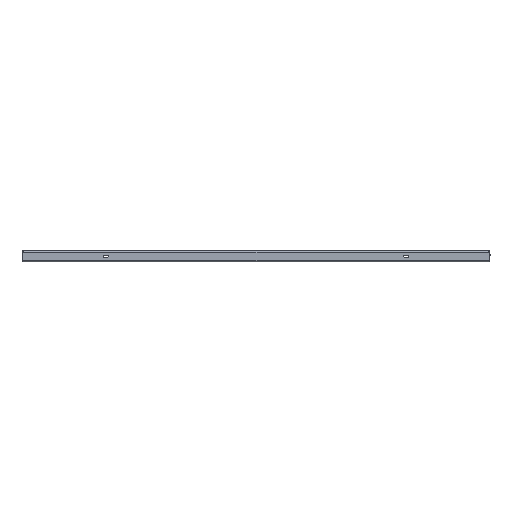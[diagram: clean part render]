
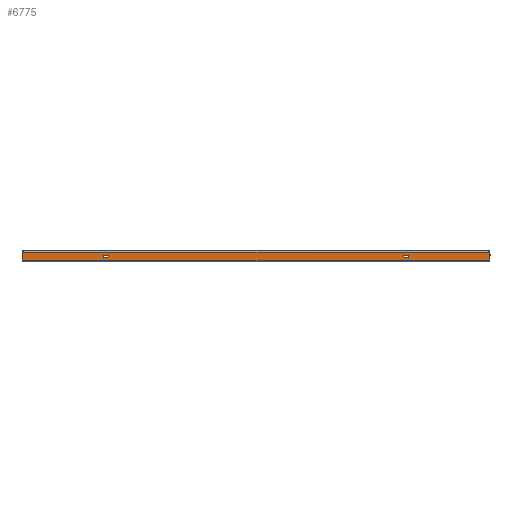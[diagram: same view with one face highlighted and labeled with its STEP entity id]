
A CAD part, left-side view. The second image highlights one B-rep face of the part: STEP entity #6775.
In plain terms, the highlighted planar face has unit normal (-1, 0, 0).
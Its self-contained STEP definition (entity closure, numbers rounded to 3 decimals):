
#81 = FACE_OUTER_BOUND ( 'NONE', #8755, .T. ) ;
#129 = CARTESIAN_POINT ( 'NONE',  ( -194., -345.7, -13. ) ) ;
#233 = CARTESIAN_POINT ( 'NONE',  ( -194., 541.929, 0. ) ) ;
#463 = ORIENTED_EDGE ( 'NONE', *, *, #2385, .T. ) ;
#584 = EDGE_CURVE ( 'NONE', #7118, #1818, #4402, .T. ) ;
#844 = PLANE ( 'NONE',  #3527 ) ;
#1052 = DIRECTION ( 'NONE',  ( 1., 0., 0. ) ) ;
#1218 = LINE ( 'NONE', #8314, #9447 ) ;
#1351 = CARTESIAN_POINT ( 'NONE',  ( -194., -541.929, -4. ) ) ;
#1624 = LINE ( 'NONE', #4550, #8538 ) ;
#1645 = VERTEX_POINT ( 'NONE', #7395 ) ;
#1818 = VERTEX_POINT ( 'NONE', #7644 ) ;
#1974 = AXIS2_PLACEMENT_3D ( 'NONE', #129, #1052, #6369 ) ;
#2109 = ORIENTED_EDGE ( 'NONE', *, *, #3008, .T. ) ;
#2147 = VECTOR ( 'NONE', #9689, 1000. ) ;
#2196 = CARTESIAN_POINT ( 'NONE',  ( -194., 352.7, -10.5 ) ) ;
#2365 = CARTESIAN_POINT ( 'NONE',  ( -194., -345.7, -10.5 ) ) ;
#2378 = CARTESIAN_POINT ( 'NONE',  ( -194., -541.929, -22. ) ) ;
#2385 = EDGE_CURVE ( 'NONE', #1818, #5333, #6417, .T. ) ;
#2557 = DIRECTION ( 'NONE',  ( 0., -1., 0. ) ) ;
#2618 = ORIENTED_EDGE ( 'NONE', *, *, #4108, .T. ) ;
#2677 = DIRECTION ( 'NONE',  ( 0., 0., -1. ) ) ;
#2700 = CARTESIAN_POINT ( 'NONE',  ( -194., 345.7, -13. ) ) ;
#2760 = EDGE_CURVE ( 'NONE', #8240, #3151, #8186, .T. ) ;
#2768 = AXIS2_PLACEMENT_3D ( 'NONE', #5248, #7034, #6830 ) ;
#2870 = EDGE_CURVE ( 'NONE', #3151, #1645, #2902, .T. ) ;
#2902 = LINE ( 'NONE', #2196, #8846 ) ;
#2997 = EDGE_CURVE ( 'NONE', #5792, #7118, #6281, .T. ) ;
#3008 = EDGE_CURVE ( 'NONE', #8278, #8240, #1624, .T. ) ;
#3151 = VERTEX_POINT ( 'NONE', #7338 ) ;
#3298 = VECTOR ( 'NONE', #9476, 1000. ) ;
#3431 = ORIENTED_EDGE ( 'NONE', *, *, #9034, .T. ) ;
#3527 = AXIS2_PLACEMENT_3D ( 'NONE', #5451, #4588, #3965 ) ;
#3645 = EDGE_LOOP ( 'NONE', ( #5396, #4041, #463, #3431 ) ) ;
#3711 = AXIS2_PLACEMENT_3D ( 'NONE', #2700, #4073, #8001 ) ;
#3965 = DIRECTION ( 'NONE',  ( 0., 0., -1. ) ) ;
#3976 = CARTESIAN_POINT ( 'NONE',  ( -194., -352.7, -10.5 ) ) ;
#4008 = FACE_BOUND ( 'NONE', #4666, .T. ) ;
#4041 = ORIENTED_EDGE ( 'NONE', *, *, #584, .T. ) ;
#4046 = CARTESIAN_POINT ( 'NONE',  ( -194., -345.7, -15.5 ) ) ;
#4073 = DIRECTION ( 'NONE',  ( 1., 0., 0. ) ) ;
#4108 = EDGE_CURVE ( 'NONE', #4882, #6719, #1218, .T. ) ;
#4256 = LINE ( 'NONE', #8025, #6090 ) ;
#4290 = AXIS2_PLACEMENT_3D ( 'NONE', #5923, #9038, #7590 ) ;
#4294 = CARTESIAN_POINT ( 'NONE',  ( -194., -544., -4. ) ) ;
#4402 = CIRCLE ( 'NONE', #2768, 2.5 ) ;
#4445 = VECTOR ( 'NONE', #8573, 1000. ) ;
#4550 = CARTESIAN_POINT ( 'NONE',  ( -194., 352.7, -15.5 ) ) ;
#4588 = DIRECTION ( 'NONE',  ( 1., 0., 0. ) ) ;
#4666 = EDGE_LOOP ( 'NONE', ( #2109, #9812, #9432, #9712 ) ) ;
#4882 = VERTEX_POINT ( 'NONE', #8711 ) ;
#5061 = ORIENTED_EDGE ( 'NONE', *, *, #5427, .F. ) ;
#5248 = CARTESIAN_POINT ( 'NONE',  ( -194., -352.7, -13. ) ) ;
#5333 = VERTEX_POINT ( 'NONE', #4046 ) ;
#5396 = ORIENTED_EDGE ( 'NONE', *, *, #2997, .T. ) ;
#5427 = EDGE_CURVE ( 'NONE', #9116, #6719, #4256, .T. ) ;
#5451 = CARTESIAN_POINT ( 'NONE',  ( -194., 0., 0. ) ) ;
#5452 = ORIENTED_EDGE ( 'NONE', *, *, #9054, .T. ) ;
#5642 = CARTESIAN_POINT ( 'NONE',  ( -194., -352.7, -15.5 ) ) ;
#5792 = VERTEX_POINT ( 'NONE', #2365 ) ;
#5923 = CARTESIAN_POINT ( 'NONE',  ( -194., 352.7, -13. ) ) ;
#6020 = DIRECTION ( 'NONE',  ( 0., -1., 0. ) ) ;
#6090 = VECTOR ( 'NONE', #2677, 1000. ) ;
#6190 = EDGE_CURVE ( 'NONE', #8642, #9116, #7351, .T. ) ;
#6281 = LINE ( 'NONE', #3976, #4445 ) ;
#6369 = DIRECTION ( 'NONE',  ( 0., 0., 1. ) ) ;
#6387 = CIRCLE ( 'NONE', #1974, 2.5 ) ;
#6417 = LINE ( 'NONE', #5642, #3298 ) ;
#6453 = DIRECTION ( 'NONE',  ( 0., -1., 0. ) ) ;
#6491 = EDGE_CURVE ( 'NONE', #1645, #8278, #8105, .T. ) ;
#6719 = VERTEX_POINT ( 'NONE', #2378 ) ;
#6775 = ADVANCED_FACE ( 'NONE', ( #4008, #7835, #81 ), #844, .F. ) ;
#6830 = DIRECTION ( 'NONE',  ( 0., 0., 1. ) ) ;
#6955 = ORIENTED_EDGE ( 'NONE', *, *, #6190, .F. ) ;
#7034 = DIRECTION ( 'NONE',  ( 1., 0., 0. ) ) ;
#7118 = VERTEX_POINT ( 'NONE', #8778 ) ;
#7236 = LINE ( 'NONE', #233, #2147 ) ;
#7338 = CARTESIAN_POINT ( 'NONE',  ( -194., 352.7, -10.5 ) ) ;
#7351 = LINE ( 'NONE', #4294, #9262 ) ;
#7395 = CARTESIAN_POINT ( 'NONE',  ( -194., 345.7, -10.5 ) ) ;
#7590 = DIRECTION ( 'NONE',  ( 0., 0., -1. ) ) ;
#7644 = CARTESIAN_POINT ( 'NONE',  ( -194., -352.7, -15.5 ) ) ;
#7835 = FACE_BOUND ( 'NONE', #3645, .T. ) ;
#8001 = DIRECTION ( 'NONE',  ( 0., 0., -1. ) ) ;
#8025 = CARTESIAN_POINT ( 'NONE',  ( -194., -541.929, -2. ) ) ;
#8105 = CIRCLE ( 'NONE', #3711, 2.5 ) ;
#8186 = CIRCLE ( 'NONE', #4290, 2.5 ) ;
#8240 = VERTEX_POINT ( 'NONE', #10094 ) ;
#8278 = VERTEX_POINT ( 'NONE', #8965 ) ;
#8314 = CARTESIAN_POINT ( 'NONE',  ( -194., 541.929, -22. ) ) ;
#8538 = VECTOR ( 'NONE', #10111, 1000. ) ;
#8573 = DIRECTION ( 'NONE',  ( 0., -1., 0. ) ) ;
#8642 = VERTEX_POINT ( 'NONE', #9713 ) ;
#8711 = CARTESIAN_POINT ( 'NONE',  ( -194., 541.929, -22. ) ) ;
#8755 = EDGE_LOOP ( 'NONE', ( #2618, #5061, #6955, #5452 ) ) ;
#8778 = CARTESIAN_POINT ( 'NONE',  ( -194., -352.7, -10.5 ) ) ;
#8846 = VECTOR ( 'NONE', #6020, 1000. ) ;
#8965 = CARTESIAN_POINT ( 'NONE',  ( -194., 345.7, -15.5 ) ) ;
#9034 = EDGE_CURVE ( 'NONE', #5333, #5792, #6387, .T. ) ;
#9038 = DIRECTION ( 'NONE',  ( 1., 0., 0. ) ) ;
#9054 = EDGE_CURVE ( 'NONE', #8642, #4882, #7236, .T. ) ;
#9116 = VERTEX_POINT ( 'NONE', #1351 ) ;
#9262 = VECTOR ( 'NONE', #2557, 1000. ) ;
#9432 = ORIENTED_EDGE ( 'NONE', *, *, #2870, .T. ) ;
#9447 = VECTOR ( 'NONE', #6453, 1000. ) ;
#9476 = DIRECTION ( 'NONE',  ( 0., 1., 0. ) ) ;
#9689 = DIRECTION ( 'NONE',  ( 0., 0., -1. ) ) ;
#9712 = ORIENTED_EDGE ( 'NONE', *, *, #6491, .T. ) ;
#9713 = CARTESIAN_POINT ( 'NONE',  ( -194., 541.929, -4. ) ) ;
#9812 = ORIENTED_EDGE ( 'NONE', *, *, #2760, .T. ) ;
#10094 = CARTESIAN_POINT ( 'NONE',  ( -194., 352.7, -15.5 ) ) ;
#10111 = DIRECTION ( 'NONE',  ( 0., 1., 0. ) ) ;
